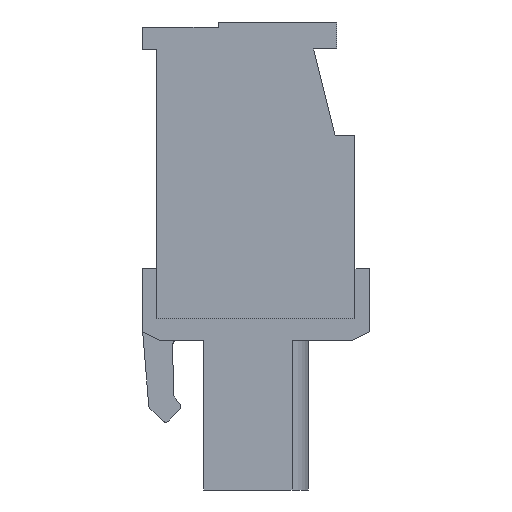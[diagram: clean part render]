
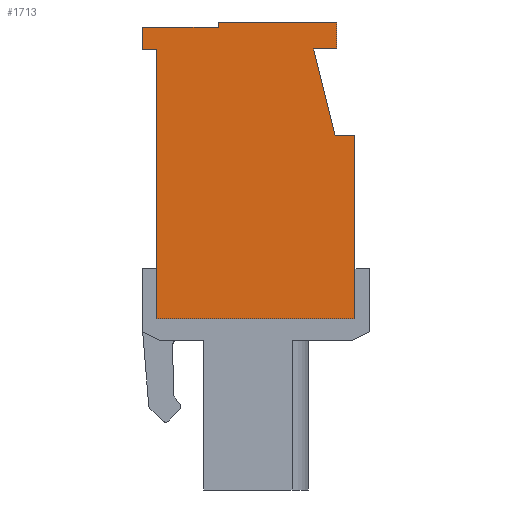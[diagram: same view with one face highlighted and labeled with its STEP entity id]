
A CAD part, left-side view. The second image highlights one B-rep face of the part: STEP entity #1713.
In plain terms, the highlighted planar face has unit normal (-1, 0, 0).
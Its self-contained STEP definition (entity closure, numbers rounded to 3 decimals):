
#1713 = ADVANCED_FACE( '', ( #3420 ), #3421, .T. );
#3420 = FACE_OUTER_BOUND( '', #5126, .T. );
#3421 = PLANE( '', #5127 );
#5126 = EDGE_LOOP( '', ( #9947, #9948, #9949, #9950, #9951, #9952, #9953, #9954, #9955, #9956, #9957, #9958 ) );
#5127 = AXIS2_PLACEMENT_3D( '', #9959, #9960, #9961 );
#9947 = ORIENTED_EDGE( '', *, *, #10651, .T. );
#9948 = ORIENTED_EDGE( '', *, *, #12367, .T. );
#9949 = ORIENTED_EDGE( '', *, *, #11676, .T. );
#9950 = ORIENTED_EDGE( '', *, *, #12218, .T. );
#9951 = ORIENTED_EDGE( '', *, *, #11017, .T. );
#9952 = ORIENTED_EDGE( '', *, *, #11894, .T. );
#9953 = ORIENTED_EDGE( '', *, *, #12221, .T. );
#9954 = ORIENTED_EDGE( '', *, *, #11430, .T. );
#9955 = ORIENTED_EDGE( '', *, *, #12066, .T. );
#9956 = ORIENTED_EDGE( '', *, *, #12276, .T. );
#9957 = ORIENTED_EDGE( '', *, *, #11854, .T. );
#9958 = ORIENTED_EDGE( '', *, *, #12432, .T. );
#9959 = CARTESIAN_POINT( '', ( -10., 0., 0. ) );
#9960 = DIRECTION( '', ( -1., 0., 0. ) );
#9961 = DIRECTION( '', ( 0., 0., 1. ) );
#10651 = EDGE_CURVE( '', #12839, #12840, #12841, .T. );
#11017 = EDGE_CURVE( '', #13473, #13474, #13475, .T. );
#11430 = EDGE_CURVE( '', #14129, #14152, #14154, .T. );
#11676 = EDGE_CURVE( '', #14526, #14527, #14528, .T. );
#11854 = EDGE_CURVE( '', #14775, #14776, #14777, .T. );
#11894 = EDGE_CURVE( '', #13474, #14827, #14828, .T. );
#12066 = EDGE_CURVE( '', #14152, #15045, #15047, .T. );
#12218 = EDGE_CURVE( '', #14527, #13473, #15221, .T. );
#12221 = EDGE_CURVE( '', #14827, #14129, #15224, .T. );
#12276 = EDGE_CURVE( '', #15045, #14775, #15286, .T. );
#12367 = EDGE_CURVE( '', #12840, #14526, #15387, .T. );
#12432 = EDGE_CURVE( '', #14776, #12839, #15459, .T. );
#12839 = VERTEX_POINT( '', #16008 );
#12840 = VERTEX_POINT( '', #16009 );
#12841 = LINE( '', #16010, #16011 );
#13473 = VERTEX_POINT( '', #16910 );
#13474 = VERTEX_POINT( '', #16911 );
#13475 = LINE( '', #16912, #16913 );
#14129 = VERTEX_POINT( '', #17868 );
#14152 = VERTEX_POINT( '', #17907 );
#14154 = LINE( '', #17910, #17911 );
#14526 = VERTEX_POINT( '', #18476 );
#14527 = VERTEX_POINT( '', #18477 );
#14528 = LINE( '', #18478, #18479 );
#14775 = VERTEX_POINT( '', #18837 );
#14776 = VERTEX_POINT( '', #18838 );
#14777 = LINE( '', #18839, #18840 );
#14827 = VERTEX_POINT( '', #18914 );
#14828 = LINE( '', #18915, #18916 );
#15045 = VERTEX_POINT( '', #19246 );
#15047 = LINE( '', #19249, #19250 );
#15221 = LINE( '', #19517, #19518 );
#15224 = LINE( '', #19521, #19522 );
#15286 = LINE( '', #19612, #19613 );
#15387 = LINE( '', #19757, #19758 );
#15459 = LINE( '', #19850, #19851 );
#16008 = CARTESIAN_POINT( '', ( -10., -4.5, 7.525 ) );
#16009 = CARTESIAN_POINT( '', ( -10., -4.5, 9.025 ) );
#16010 = CARTESIAN_POINT( '', ( -10., -4.5, 7.525 ) );
#16011 = VECTOR( '', #20119, 1000. );
#16910 = CARTESIAN_POINT( '', ( -10., 6.3, 8.725 ) );
#16911 = CARTESIAN_POINT( '', ( -10., 6.3, 7.475 ) );
#16912 = CARTESIAN_POINT( '', ( -10., 6.3, 8.725 ) );
#16913 = VECTOR( '', #20486, 1000. );
#17868 = CARTESIAN_POINT( '', ( -10., 5.5, -7.475 ) );
#17907 = CARTESIAN_POINT( '', ( -10., -5.5, -7.475 ) );
#17910 = CARTESIAN_POINT( '', ( -10., 5.5, -7.475 ) );
#17911 = VECTOR( '', #20888, 1000. );
#18476 = CARTESIAN_POINT( '', ( -10., 2.1, 9.025 ) );
#18477 = CARTESIAN_POINT( '', ( -10., 2.1, 8.725 ) );
#18478 = CARTESIAN_POINT( '', ( -10., 2.1, 9.025 ) );
#18479 = VECTOR( '', #21090, 1000. );
#18837 = CARTESIAN_POINT( '', ( -10., -4.4, 2.725 ) );
#18838 = CARTESIAN_POINT( '', ( -10., -3.2, 7.525 ) );
#18839 = CARTESIAN_POINT( '', ( -10., -4.4, 2.725 ) );
#18840 = VECTOR( '', #21283, 1000. );
#18914 = CARTESIAN_POINT( '', ( -10., 5.5, 7.475 ) );
#18915 = CARTESIAN_POINT( '', ( -10., 6.3, 7.475 ) );
#18916 = VECTOR( '', #21317, 1000. );
#19246 = CARTESIAN_POINT( '', ( -10., -5.5, 2.725 ) );
#19249 = CARTESIAN_POINT( '', ( -10., -5.5, -7.475 ) );
#19250 = VECTOR( '', #21447, 1000. );
#19517 = CARTESIAN_POINT( '', ( -10., 2.1, 8.725 ) );
#19518 = VECTOR( '', #21550, 1000. );
#19521 = CARTESIAN_POINT( '', ( -10., 5.5, 7.475 ) );
#19522 = VECTOR( '', #21551, 1000. );
#19612 = CARTESIAN_POINT( '', ( -10., -5.5, 2.725 ) );
#19613 = VECTOR( '', #21586, 1000. );
#19757 = CARTESIAN_POINT( '', ( -10., -4.5, 9.025 ) );
#19758 = VECTOR( '', #21639, 1000. );
#19850 = CARTESIAN_POINT( '', ( -10., -3.2, 7.525 ) );
#19851 = VECTOR( '', #21684, 1000. );
#20119 = DIRECTION( '', ( 0., 0., 1. ) );
#20486 = DIRECTION( '', ( 0., 0., -1. ) );
#20888 = DIRECTION( '', ( 0., -1., 0. ) );
#21090 = DIRECTION( '', ( 0., 0., -1. ) );
#21283 = DIRECTION( '', ( 0., 0.243, 0.97 ) );
#21317 = DIRECTION( '', ( 0., -1., 0. ) );
#21447 = DIRECTION( '', ( 0., 0., 1. ) );
#21550 = DIRECTION( '', ( 0., 1., 0. ) );
#21551 = DIRECTION( '', ( 0., 0., -1. ) );
#21586 = DIRECTION( '', ( 0., 1., 0. ) );
#21639 = DIRECTION( '', ( 0., 1., 0. ) );
#21684 = DIRECTION( '', ( 0., -1., 0. ) );
